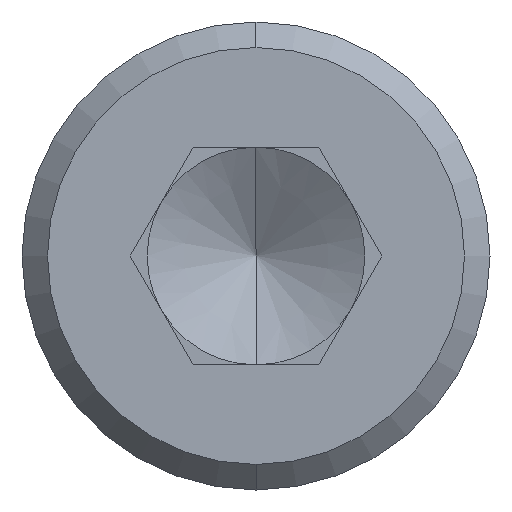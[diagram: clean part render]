
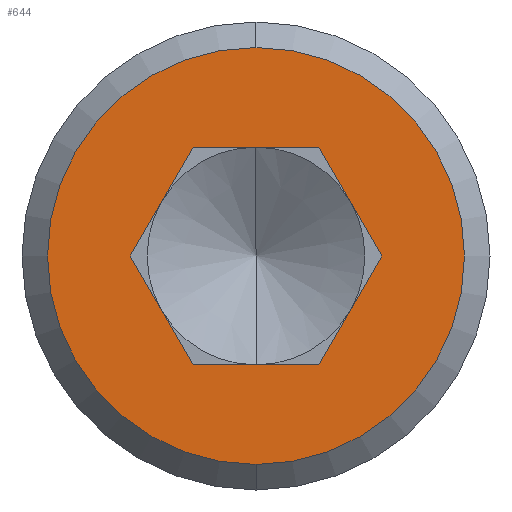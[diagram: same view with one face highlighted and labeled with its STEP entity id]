
A CAD part, left-side view. The second image highlights one B-rep face of the part: STEP entity #644.
In plain terms, the highlighted planar face has unit normal (-1, 0, 0).
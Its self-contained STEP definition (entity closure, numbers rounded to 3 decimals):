
#11 = CARTESIAN_POINT ( 'NONE',  ( 0., -0.739, 1.28 ) ) ;
#16 = CIRCLE ( 'NONE', #380, 2.45 ) ;
#19 = EDGE_CURVE ( 'NONE', #477, #736, #642, .T. ) ;
#23 = CARTESIAN_POINT ( 'NONE',  ( 0., 1.478, 0. ) ) ;
#49 = LINE ( 'NONE', #269, #143 ) ;
#65 = CARTESIAN_POINT ( 'NONE',  ( 0., -0.739, 1.28 ) ) ;
#66 = EDGE_CURVE ( 'NONE', #281, #477, #534, .T. ) ;
#68 = VERTEX_POINT ( 'NONE', #556 ) ;
#79 = EDGE_LOOP ( 'NONE', ( #166, #583, #278, #437, #542, #316 ) ) ;
#105 = CARTESIAN_POINT ( 'NONE',  ( 0., 1.478, 0. ) ) ;
#119 = EDGE_CURVE ( 'NONE', #68, #430, #620, .T. ) ;
#125 = FACE_OUTER_BOUND ( 'NONE', #499, .T. ) ;
#126 = DIRECTION ( 'NONE',  ( 0., -0.5, 0.866 ) ) ;
#131 = CARTESIAN_POINT ( 'NONE',  ( 0., 0.739, -1.28 ) ) ;
#143 = VECTOR ( 'NONE', #265, 1000. ) ;
#166 = ORIENTED_EDGE ( 'NONE', *, *, #392, .T. ) ;
#185 = EDGE_CURVE ( 'NONE', #430, #68, #16, .T. ) ;
#207 = DIRECTION ( 'NONE',  ( 0., 0., 1. ) ) ;
#215 = AXIS2_PLACEMENT_3D ( 'NONE', #433, #311, #323 ) ;
#218 = CARTESIAN_POINT ( 'NONE',  ( 0., 0.739, -1.28 ) ) ;
#246 = DIRECTION ( 'NONE',  ( 0., -0.5, -0.866 ) ) ;
#251 = CARTESIAN_POINT ( 'NONE',  ( 0., 0.739, 1.28 ) ) ;
#258 = DIRECTION ( 'NONE',  ( -1., 0., 0. ) ) ;
#265 = DIRECTION ( 'NONE',  ( 0., -0.5, -0.866 ) ) ;
#269 = CARTESIAN_POINT ( 'NONE',  ( 0., -0.739, 1.28 ) ) ;
#278 = ORIENTED_EDGE ( 'NONE', *, *, #573, .T. ) ;
#279 = DIRECTION ( 'NONE',  ( -1., 0., 0. ) ) ;
#281 = VERTEX_POINT ( 'NONE', #105 ) ;
#299 = VECTOR ( 'NONE', #356, 1000. ) ;
#311 = DIRECTION ( 'NONE',  ( -1., 0., 0. ) ) ;
#316 = ORIENTED_EDGE ( 'NONE', *, *, #66, .F. ) ;
#323 = DIRECTION ( 'NONE',  ( 0., 0., 1. ) ) ;
#333 = VECTOR ( 'NONE', #738, 1000. ) ;
#338 = DIRECTION ( 'NONE',  ( 0., 0., 1. ) ) ;
#351 = PLANE ( 'NONE',  #657 ) ;
#356 = DIRECTION ( 'NONE',  ( 0., -1., 0. ) ) ;
#380 = AXIS2_PLACEMENT_3D ( 'NONE', #381, #258, #207 ) ;
#381 = CARTESIAN_POINT ( 'NONE',  ( 0., 0., 0. ) ) ;
#387 = ORIENTED_EDGE ( 'NONE', *, *, #119, .T. ) ;
#392 = EDGE_CURVE ( 'NONE', #281, #440, #599, .T. ) ;
#398 = LINE ( 'NONE', #65, #565 ) ;
#404 = CARTESIAN_POINT ( 'NONE',  ( 0., 0., 2.45 ) ) ;
#430 = VERTEX_POINT ( 'NONE', #404 ) ;
#433 = CARTESIAN_POINT ( 'NONE',  ( 0., 0., 0. ) ) ;
#437 = ORIENTED_EDGE ( 'NONE', *, *, #649, .T. ) ;
#440 = VERTEX_POINT ( 'NONE', #251 ) ;
#467 = CARTESIAN_POINT ( 'NONE',  ( 0., -1.478, 0. ) ) ;
#474 = ORIENTED_EDGE ( 'NONE', *, *, #185, .T. ) ;
#477 = VERTEX_POINT ( 'NONE', #218 ) ;
#499 = EDGE_LOOP ( 'NONE', ( #387, #474 ) ) ;
#526 = FACE_BOUND ( 'NONE', #79, .T. ) ;
#534 = LINE ( 'NONE', #23, #551 ) ;
#535 = CARTESIAN_POINT ( 'NONE',  ( 0., -0.739, -1.28 ) ) ;
#542 = ORIENTED_EDGE ( 'NONE', *, *, #19, .F. ) ;
#551 = VECTOR ( 'NONE', #246, 1000. ) ;
#556 = CARTESIAN_POINT ( 'NONE',  ( 0., 0., -2.45 ) ) ;
#565 = VECTOR ( 'NONE', #574, 1000. ) ;
#573 = EDGE_CURVE ( 'NONE', #627, #674, #49, .T. ) ;
#574 = DIRECTION ( 'NONE',  ( 0., 1., 0. ) ) ;
#583 = ORIENTED_EDGE ( 'NONE', *, *, #638, .F. ) ;
#599 = LINE ( 'NONE', #688, #647 ) ;
#619 = CARTESIAN_POINT ( 'NONE',  ( 0., 0., 0. ) ) ;
#620 = CIRCLE ( 'NONE', #215, 2.45 ) ;
#624 = LINE ( 'NONE', #467, #333 ) ;
#627 = VERTEX_POINT ( 'NONE', #11 ) ;
#638 = EDGE_CURVE ( 'NONE', #627, #440, #398, .T. ) ;
#642 = LINE ( 'NONE', #131, #299 ) ;
#644 = ADVANCED_FACE ( 'NONE', ( #526, #125 ), #351, .T. ) ;
#647 = VECTOR ( 'NONE', #126, 1000. ) ;
#649 = EDGE_CURVE ( 'NONE', #674, #736, #624, .T. ) ;
#657 = AXIS2_PLACEMENT_3D ( 'NONE', #619, #279, #338 ) ;
#674 = VERTEX_POINT ( 'NONE', #679 ) ;
#679 = CARTESIAN_POINT ( 'NONE',  ( 0., -1.478, 0. ) ) ;
#688 = CARTESIAN_POINT ( 'NONE',  ( 0., 1.478, 0. ) ) ;
#736 = VERTEX_POINT ( 'NONE', #535 ) ;
#738 = DIRECTION ( 'NONE',  ( 0., 0.5, -0.866 ) ) ;
